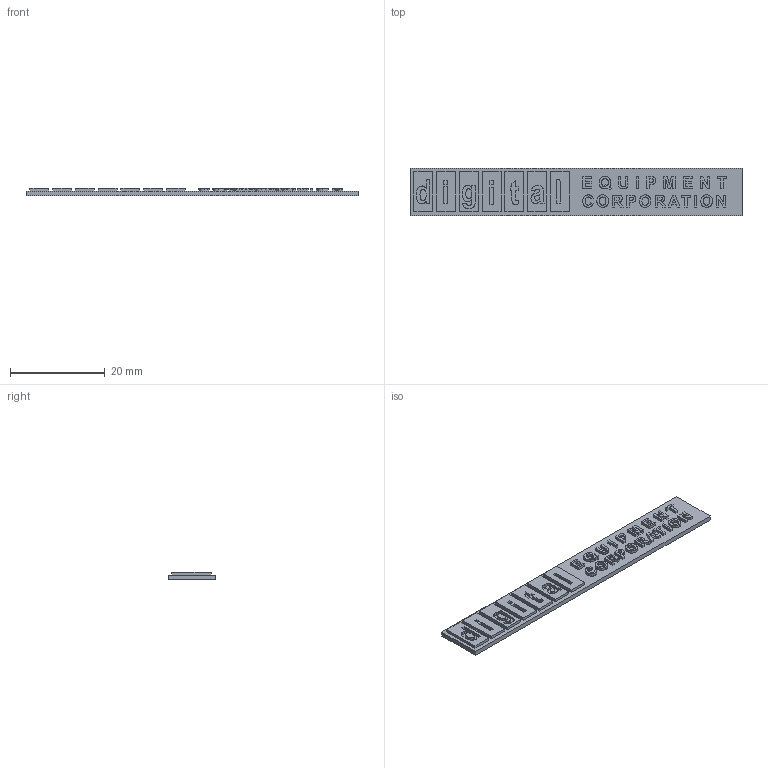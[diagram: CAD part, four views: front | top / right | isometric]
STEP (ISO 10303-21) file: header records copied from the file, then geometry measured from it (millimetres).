
FILE_DESCRIPTION(/* description */ (''),/* implementation_level */ '2;1');
FILE_NAME(/* name */ 'Logo No AMS.step',/* time_stamp */ '2025-11-06T21:02:06-05:00',/* author */ (''),/* organization */ (''),/* preprocessor_version */ 'ST-DEVELOPER v20.1',/* originating_system */ 'Autodesk Translation Framework v14.17.0.0',/* authorisation */ '');
FILE_SCHEMA (('AUTOMOTIVE_DESIGN { 1 0 10303 214 3 1 1 }'));
Length unit declared in the file: millimetre
Products named in the file (1): Logo
Bounding box: 70 x 10 x 1.6 mm (x, y, z)
Volume: 851.2 mm3; surface area: 1880.6 mm2
Topology: 1 solids, 1 shells, 514 faces, 1392 edges, 928 vertices
Faces by surface type: plane 270, bspline 244
Entity records: 16611 total; most frequent: CARTESIAN_POINT 5305, ORIENTED_EDGE 2784, DIRECTION 1446, EDGE_CURVE 1392, VERTEX_POINT 928, LINE 904, VECTOR 904, EDGE_LOOP 562
